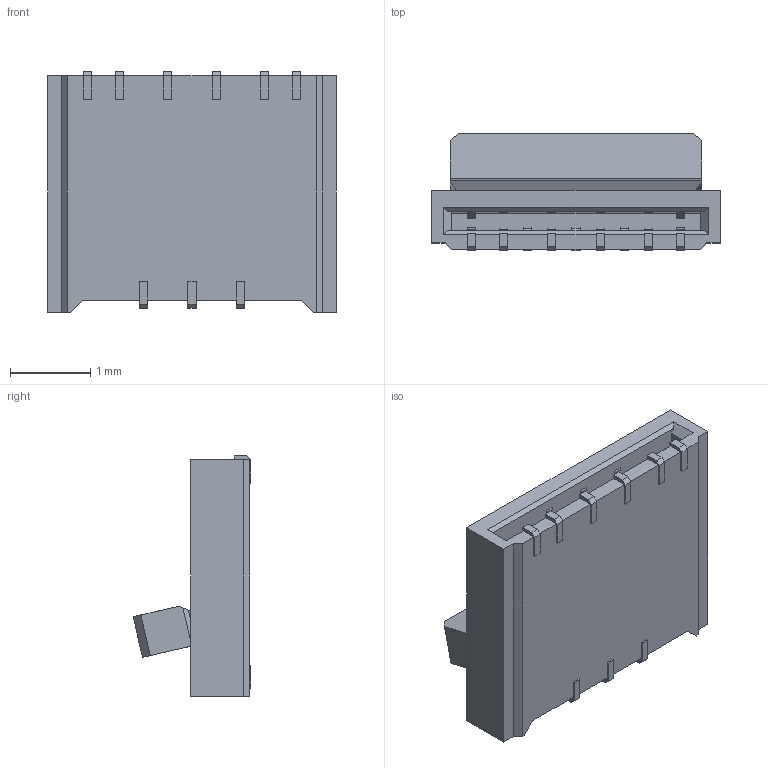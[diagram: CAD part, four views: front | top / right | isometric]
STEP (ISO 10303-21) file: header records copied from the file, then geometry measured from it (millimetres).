
FILE_DESCRIPTION((''),'2;1');
FILE_NAME('5047540700','2019-04-10T',('gga'),(''),'PRO/ENGINEER BY PARAMETRIC TECHNOLOGY CORPORATION, 2016010','PRO/ENGINEER BY PARAMETRIC TECHNOLOGY CORPORATION, 2016010','');
FILE_SCHEMA(('CONFIG_CONTROL_DESIGN'));
Length unit declared in the file: millimetre
Products named in the file (1): 5047540700
Bounding box: 3.6 x 1.47 x 3 mm (x, y, z)
Volume: 6.2 mm3; surface area: 52 mm2
Topology: 1 solids, 1 shells, 406 faces, 1228 edges, 826 vertices
Faces by surface type: plane 335, cylinder 71
Entity records: 13631 total; most frequent: CARTESIAN_POINT 2430, ORIENTED_EDGE 2384, DIRECTION 2182, EDGE_CURVE 1192, VECTOR 1084, LINE 1084, VERTEX_POINT 790, AXIS2_PLACEMENT_3D 549
